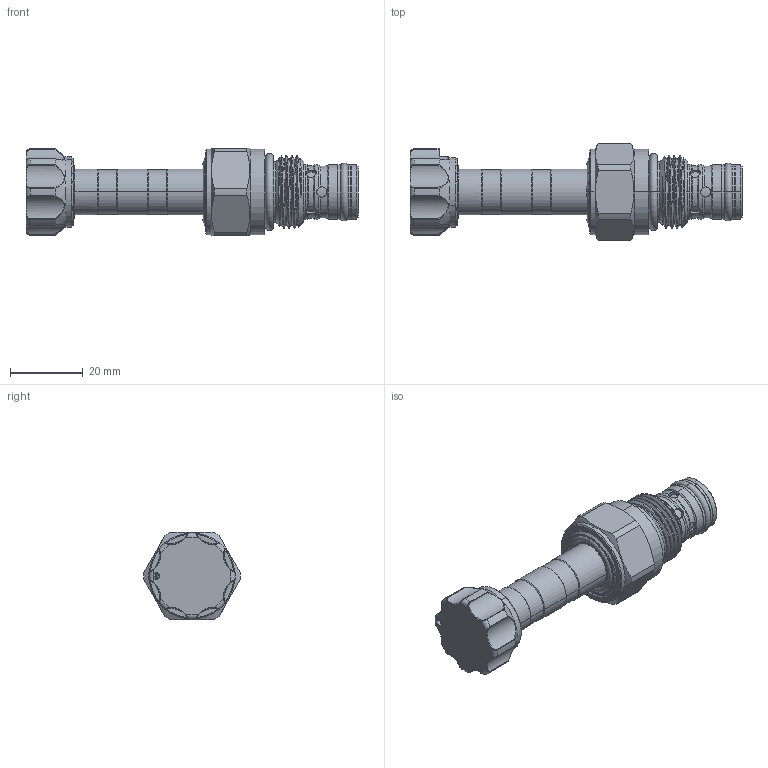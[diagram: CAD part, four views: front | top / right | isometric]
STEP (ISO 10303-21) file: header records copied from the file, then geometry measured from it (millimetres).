
FILE_DESCRIPTION (( 'STEP AP203' ), '1' );
FILE_NAME ('EP20M2A01-N-85.STEP', '2023-12-26T00:19:03', ( '' ), ( '' ), 'SwSTEP 2.0', 'SolidWorks 2018', '' );
FILE_SCHEMA (( 'CONFIG_CONTROL_DESIGN' ));
Length unit declared in the file: millimetre
Products named in the file (1): EP20M2A01-N-85
Bounding box: 91.5 x 26.69 x 24 mm (x, y, z)
Volume: 22383.5 mm3; surface area: 7402.1 mm2
Topology: 1 solids, 5 shells, 313 faces, 770 edges, 480 vertices
Faces by surface type: cylinder 152, cone 52, bspline 47, torus 31, plane 31
Entity records: 30048 total; most frequent: CARTESIAN_POINT 23119, ORIENTED_EDGE 1536, DIRECTION 1324, EDGE_CURVE 768, AXIS2_PLACEMENT_3D 573, VERTEX_POINT 480, EDGE_LOOP 330, ADVANCED_FACE 313
